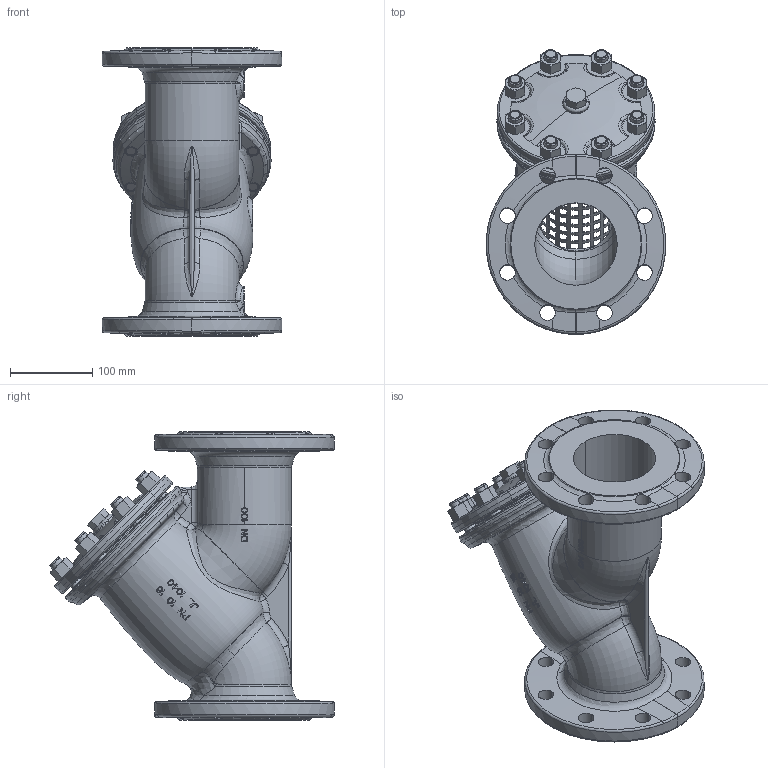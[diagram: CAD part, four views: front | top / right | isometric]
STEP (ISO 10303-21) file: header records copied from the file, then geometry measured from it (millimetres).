
FILE_DESCRIPTION((''),'2;1');
FILE_NAME('LOVILEC_DN100_PN10_16_CEP','2015-03-31T',('u317927'),('Danfoss'),'PRO/ENGINEER BY PARAMETRIC TECHNOLOGY CORPORATION, 2014000','PRO/ENGINEER BY PARAMETRIC TECHNOLOGY CORPORATION, 2014000','');
FILE_SCHEMA(('CONFIG_CONTROL_DESIGN'));
Products named in the file (1): LOVILEC_DN100_PN10_16_CEP
Bounding box: 218 x 345.21 x 350 mm (x, y, z)
Volume: 3179385.9 mm3; surface area: 684649.9 mm2
Topology: 1 solids, 19 shells, 2423 faces, 6868 edges, 4477 vertices
Faces by surface type: plane 1697, cone 254, cylinder 235, bspline 123, torus 86, revolution 20, sphere 8
Entity records: 91945 total; most frequent: CARTESIAN_POINT 29281, ORIENTED_EDGE 13648, DIRECTION 12166, EDGE_CURVE 6868, VERTEX_POINT 4477, AXIS2_PLACEMENT_3D 4452, VECTOR 3242, LINE 3242
